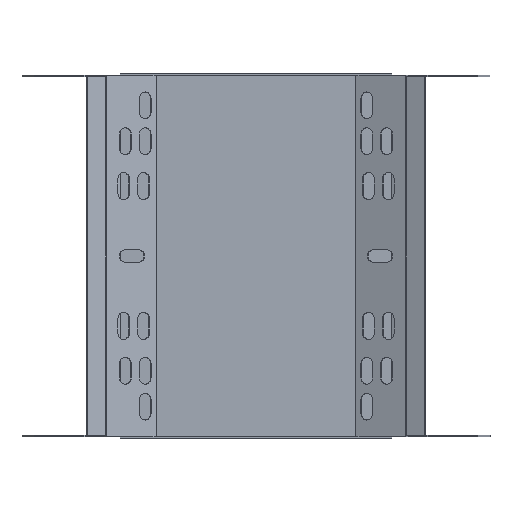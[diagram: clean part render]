
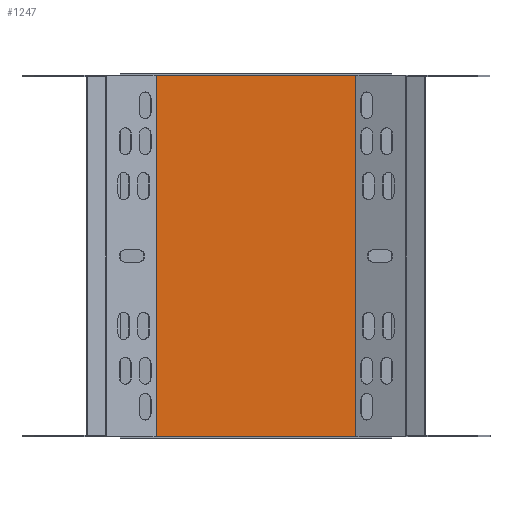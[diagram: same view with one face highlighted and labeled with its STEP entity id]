
A CAD part, front view. The second image highlights one B-rep face of the part: STEP entity #1247.
In plain terms, the highlighted planar face has unit normal (0, -1, 0).
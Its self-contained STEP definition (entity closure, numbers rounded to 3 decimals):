
#156 = CARTESIAN_POINT ( 'NONE',  ( 55.75, -101., -99. ) ) ;
#176 = DIRECTION ( 'NONE',  ( -1., 0., 0. ) ) ;
#203 = CARTESIAN_POINT ( 'NONE',  ( 55.75, -101., 100.8 ) ) ;
#1062 = EDGE_CURVE ( 'NONE', #3870, #7710, #2034, .T. ) ;
#1204 = AXIS2_PLACEMENT_3D ( 'NONE', #6499, #4510, #176 ) ;
#1247 = ADVANCED_FACE ( 'NONE', ( #7067 ), #8317, .T. ) ;
#1487 = CARTESIAN_POINT ( 'NONE',  ( -55.75, -101., -100.8 ) ) ;
#1774 = CARTESIAN_POINT ( 'NONE',  ( -55.75, -101., 100.8 ) ) ;
#1839 = VERTEX_POINT ( 'NONE', #1487 ) ;
#2034 = LINE ( 'NONE', #6661, #3482 ) ;
#2125 = ORIENTED_EDGE ( 'NONE', *, *, #4782, .T. ) ;
#2778 = CARTESIAN_POINT ( 'NONE',  ( -56.881, -101., -100.8 ) ) ;
#3482 = VECTOR ( 'NONE', #4002, 1000. ) ;
#3774 = ORIENTED_EDGE ( 'NONE', *, *, #4465, .F. ) ;
#3870 = VERTEX_POINT ( 'NONE', #203 ) ;
#3956 = ORIENTED_EDGE ( 'NONE', *, *, #1062, .T. ) ;
#4002 = DIRECTION ( 'NONE',  ( -1., 0., 0. ) ) ;
#4217 = LINE ( 'NONE', #2778, #7266 ) ;
#4318 = EDGE_CURVE ( 'NONE', #1839, #8405, #4217, .T. ) ;
#4465 = EDGE_CURVE ( 'NONE', #1839, #7710, #4927, .T. ) ;
#4510 = DIRECTION ( 'NONE',  ( 0., -1., 0. ) ) ;
#4782 = EDGE_CURVE ( 'NONE', #8405, #3870, #6786, .T. ) ;
#4927 = LINE ( 'NONE', #8703, #6693 ) ;
#5164 = DIRECTION ( 'NONE',  ( 0., 0., 1. ) ) ;
#5459 = DIRECTION ( 'NONE',  ( 1., 0., 0. ) ) ;
#5615 = DIRECTION ( 'NONE',  ( 0., 0., 1. ) ) ;
#5873 = EDGE_LOOP ( 'NONE', ( #3774, #7219, #2125, #3956 ) ) ;
#5892 = CARTESIAN_POINT ( 'NONE',  ( 55.75, -101., -100.8 ) ) ;
#6499 = CARTESIAN_POINT ( 'NONE',  ( -55.75, -101., -99. ) ) ;
#6661 = CARTESIAN_POINT ( 'NONE',  ( 56.881, -101., 100.8 ) ) ;
#6693 = VECTOR ( 'NONE', #5615, 1000. ) ;
#6786 = LINE ( 'NONE', #156, #8201 ) ;
#7067 = FACE_OUTER_BOUND ( 'NONE', #5873, .T. ) ;
#7219 = ORIENTED_EDGE ( 'NONE', *, *, #4318, .T. ) ;
#7266 = VECTOR ( 'NONE', #5459, 1000. ) ;
#7710 = VERTEX_POINT ( 'NONE', #1774 ) ;
#8201 = VECTOR ( 'NONE', #5164, 1000. ) ;
#8317 = PLANE ( 'NONE',  #1204 ) ;
#8405 = VERTEX_POINT ( 'NONE', #5892 ) ;
#8703 = CARTESIAN_POINT ( 'NONE',  ( -55.75, -101., -99. ) ) ;
